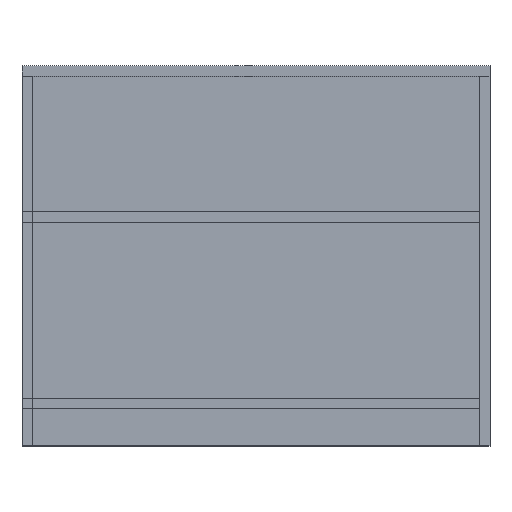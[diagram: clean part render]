
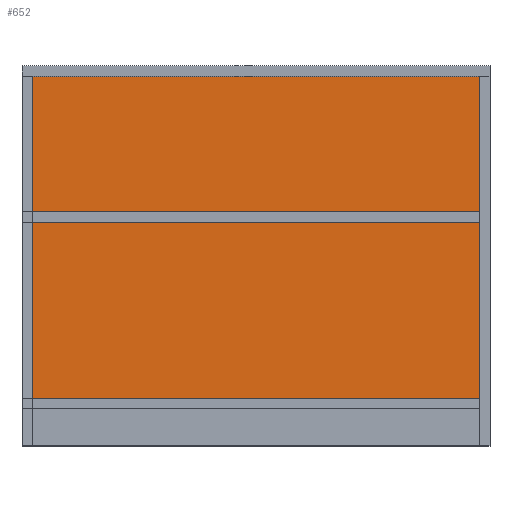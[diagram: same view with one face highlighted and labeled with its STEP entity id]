
A CAD part, top view. The second image highlights one B-rep face of the part: STEP entity #652.
In plain terms, the highlighted planar face has unit normal (0, 0, 1).
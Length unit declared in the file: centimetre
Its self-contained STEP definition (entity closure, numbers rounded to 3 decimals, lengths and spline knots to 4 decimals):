
#50=FACE_OUTER_BOUND('',#92,.T.);
#92=EDGE_LOOP('',(#502,#503,#504,#505));
#155=LINE('',#986,#239);
#157=LINE('',#990,#241);
#158=LINE('',#992,#242);
#159=LINE('',#993,#243);
#239=VECTOR('',#807,1.);
#241=VECTOR('',#811,1.);
#242=VECTOR('',#812,1.);
#243=VECTOR('',#813,1.);
#310=VERTEX_POINT('',#983);
#311=VERTEX_POINT('',#985);
#312=VERTEX_POINT('',#989);
#313=VERTEX_POINT('',#991);
#379=EDGE_CURVE('',#311,#310,#155,.T.);
#381=EDGE_CURVE('',#312,#310,#157,.T.);
#382=EDGE_CURVE('',#313,#312,#158,.T.);
#383=EDGE_CURVE('',#313,#311,#159,.T.);
#502=ORIENTED_EDGE('',*,*,#381,.F.);
#503=ORIENTED_EDGE('',*,*,#382,.F.);
#504=ORIENTED_EDGE('',*,*,#383,.T.);
#505=ORIENTED_EDGE('',*,*,#379,.T.);
#610=PLANE('',#702);
#652=ADVANCED_FACE('',(#50),#610,.T.);
#702=AXIS2_PLACEMENT_3D('',#988,#809,#810);
#807=DIRECTION('',(1.,0.,0.));
#809=DIRECTION('center_axis',(0.,0.,1.));
#810=DIRECTION('ref_axis',(0.,-1.,0.));
#811=DIRECTION('',(0.,-1.,0.));
#812=DIRECTION('',(1.,0.,0.));
#813=DIRECTION('',(0.,-1.,0.));
#983=CARTESIAN_POINT('',(79.4385,0.,-33.7185));
#985=CARTESIAN_POINT('',(0.,0.,-33.7185));
#986=CARTESIAN_POINT('',(0.,0.,-33.7185));
#988=CARTESIAN_POINT('Origin',(0.,64.1985,-33.7185));
#989=CARTESIAN_POINT('',(79.4385,64.1985,-33.7185));
#990=CARTESIAN_POINT('',(79.4385,48.1489,-33.7185));
#991=CARTESIAN_POINT('',(0.,64.1985,-33.7185));
#992=CARTESIAN_POINT('',(0.,64.1985,-33.7185));
#993=CARTESIAN_POINT('',(0.,66.04,-33.7185));
